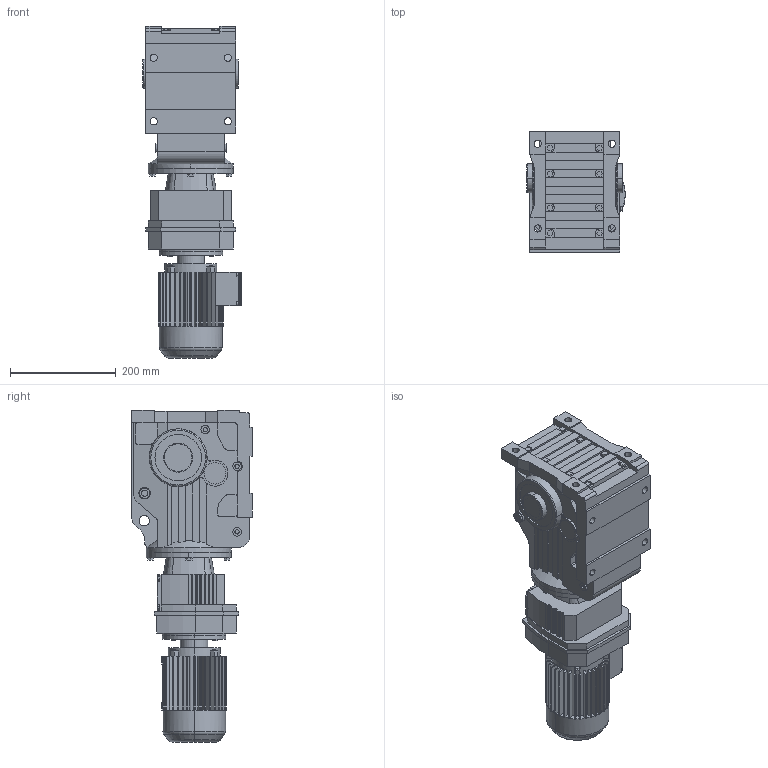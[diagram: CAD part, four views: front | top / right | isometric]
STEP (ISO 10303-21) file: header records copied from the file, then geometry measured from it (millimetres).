
FILE_DESCRIPTION(('Open CASCADE Model'),'2;1');
FILE_NAME('Open CASCADE Shape Model','2019-08-19T16:01:28',('Author'),( 'Open CASCADE'),'Open CASCADE STEP processor 6.3','Open CASCADE 6.3' ,'Unknown');
FILE_SCHEMA(('AUTOMOTIVE_DESIGN_CC2 { 1 2 10303 214 -1 1 5 4 }'));
Length unit declared in the file: millimetre
Products named in the file (5): 1_KCA67BRC37-YS63-A; K37‵157_67.step; 萇儂_120_YS63.step; R_67_37.step; す瑩諾陑粣K_67.step
Assembly tree (4 placements, depth 2):
  1_KCA67BRC37-YS63-A
    K37‵157_67.step
    萇儂_120_YS63.step
    R_67_37.step
    す瑩諾陑粣K_67.step
Bounding box: 186.4 x 228 x 627 mm (x, y, z)
Volume: 11871770 mm3; surface area: 756830.1 mm2
Topology: 4 solids, 4 shells, 1157 faces, 3111 edges, 2031 vertices
Faces by surface type: plane 802, cylinder 321, cone 26, torus 8
Entity records: 88958 total; most frequent: CARTESIAN_POINT 30160, DIRECTION 9996, ORIENTED_EDGE 6222, PCURVE 6222, DEFINITIONAL_REPRESENTATION 6222, LINE 5704, VECTOR 5704, EDGE_CURVE 3111
